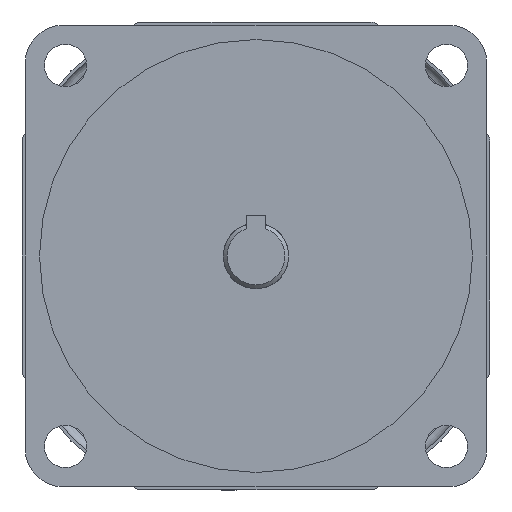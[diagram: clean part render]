
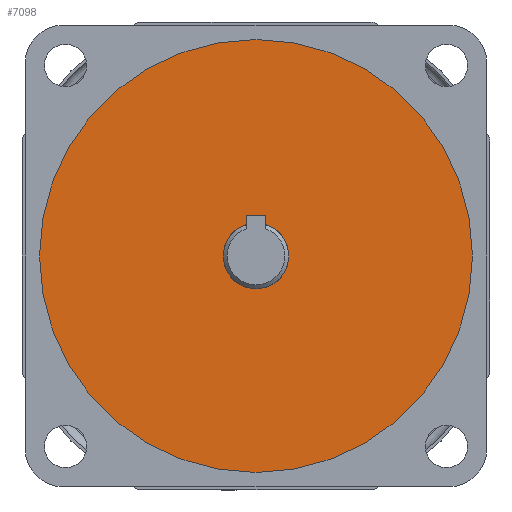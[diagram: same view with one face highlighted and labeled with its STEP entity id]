
A CAD part, front view. The second image highlights one B-rep face of the part: STEP entity #7098.
In plain terms, the highlighted planar face has unit normal (0, -1, 0).
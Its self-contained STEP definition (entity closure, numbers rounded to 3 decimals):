
#196 = VERTEX_POINT ( 'NONE', #13050 ) ;
#712 = VERTEX_POINT ( 'NONE', #15121 ) ;
#916 = VERTEX_POINT ( 'NONE', #6954 ) ;
#1115 = CARTESIAN_POINT ( 'NONE',  ( 0., -3., 0. ) ) ;
#1335 = EDGE_CURVE ( 'NONE', #10861, #712, #5450, .T. ) ;
#1338 = AXIS2_PLACEMENT_3D ( 'NONE', #3339, #13585, #4873 ) ;
#2141 = CARTESIAN_POINT ( 'NONE',  ( 0., -3., 0. ) ) ;
#2614 = DIRECTION ( 'NONE',  ( 0., 0., -1. ) ) ;
#2667 = EDGE_CURVE ( 'NONE', #196, #916, #16110, .T. ) ;
#2880 = CIRCLE ( 'NONE', #10813, 8.5 ) ;
#3339 = CARTESIAN_POINT ( 'NONE',  ( 0., -3., 0. ) ) ;
#3388 = PLANE ( 'NONE',  #1338 ) ;
#3595 = DIRECTION ( 'NONE',  ( 0., 0., -1. ) ) ;
#4423 = ORIENTED_EDGE ( 'NONE', *, *, #9662, .F. ) ;
#4857 = ORIENTED_EDGE ( 'NONE', *, *, #1335, .T. ) ;
#4873 = DIRECTION ( 'NONE',  ( 0., 0., -1. ) ) ;
#5450 = CIRCLE ( 'NONE', #17051, 56.25 ) ;
#5730 = DIRECTION ( 'NONE',  ( 0., -1., 0. ) ) ;
#5740 = FACE_OUTER_BOUND ( 'NONE', #17321, .T. ) ;
#6954 = CARTESIAN_POINT ( 'NONE',  ( 0., -3., 8.5 ) ) ;
#7098 = ADVANCED_FACE ( 'NONE', ( #5740, #17336 ), #3388, .T. ) ;
#7152 = CIRCLE ( 'NONE', #12851, 56.25 ) ;
#7217 = CARTESIAN_POINT ( 'NONE',  ( 0., -3., 0. ) ) ;
#8674 = DIRECTION ( 'NONE',  ( 0., 0., -1. ) ) ;
#9482 = CARTESIAN_POINT ( 'NONE',  ( 0., -3., 56.25 ) ) ;
#9662 = EDGE_CURVE ( 'NONE', #916, #196, #2880, .T. ) ;
#9976 = ORIENTED_EDGE ( 'NONE', *, *, #13570, .T. ) ;
#10813 = AXIS2_PLACEMENT_3D ( 'NONE', #2141, #12291, #3595 ) ;
#10861 = VERTEX_POINT ( 'NONE', #9482 ) ;
#11294 = DIRECTION ( 'NONE',  ( 0., -1., 0. ) ) ;
#11893 = ORIENTED_EDGE ( 'NONE', *, *, #2667, .F. ) ;
#12291 = DIRECTION ( 'NONE',  ( 0., -1., 0. ) ) ;
#12549 = AXIS2_PLACEMENT_3D ( 'NONE', #14433, #5730, #15890 ) ;
#12851 = AXIS2_PLACEMENT_3D ( 'NONE', #1115, #11294, #2614 ) ;
#13050 = CARTESIAN_POINT ( 'NONE',  ( 0., -3., -8.5 ) ) ;
#13570 = EDGE_CURVE ( 'NONE', #712, #10861, #7152, .T. ) ;
#13585 = DIRECTION ( 'NONE',  ( 0., -1., 0. ) ) ;
#14433 = CARTESIAN_POINT ( 'NONE',  ( 0., -3., 0. ) ) ;
#15121 = CARTESIAN_POINT ( 'NONE',  ( 0., -3., -56.25 ) ) ;
#15890 = DIRECTION ( 'NONE',  ( 0., 0., -1. ) ) ;
#16110 = CIRCLE ( 'NONE', #12549, 8.5 ) ;
#17051 = AXIS2_PLACEMENT_3D ( 'NONE', #7217, #17419, #8674 ) ;
#17321 = EDGE_LOOP ( 'NONE', ( #4857, #9976 ) ) ;
#17336 = FACE_BOUND ( 'NONE', #18332, .T. ) ;
#17419 = DIRECTION ( 'NONE',  ( 0., -1., 0. ) ) ;
#18332 = EDGE_LOOP ( 'NONE', ( #4423, #11893 ) ) ;
